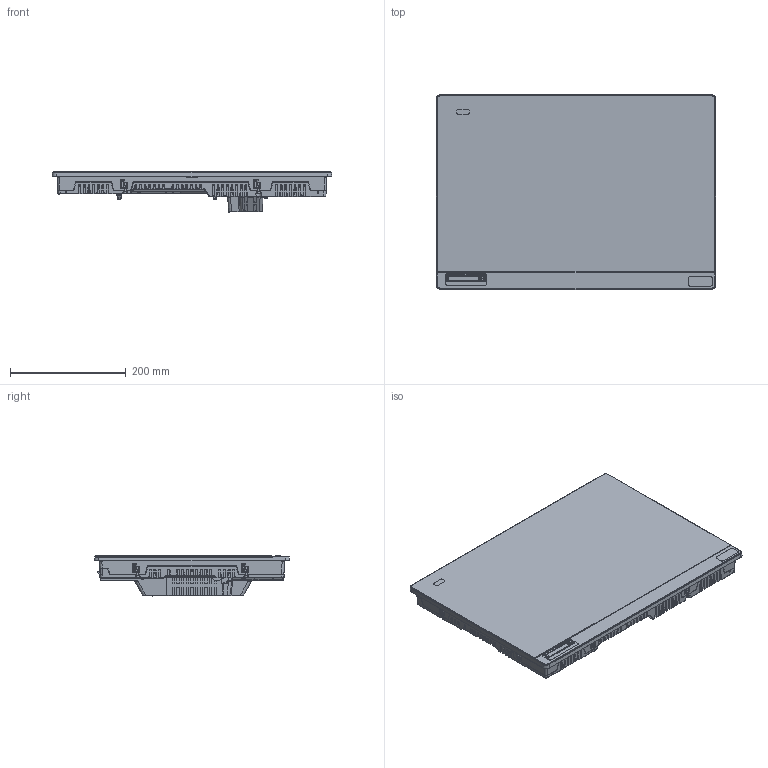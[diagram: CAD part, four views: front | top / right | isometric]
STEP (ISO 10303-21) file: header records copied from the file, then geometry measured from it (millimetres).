
FILE_DESCRIPTION(('STEP AP242'),'1');
FILE_NAME('hmidt952.stp','2019-06-28T18:27:55',('TraceParts'),('TraceParts S.A.'),'Spatial InterOp 3D',' ',' ');
FILE_SCHEMA(('AP242_MANAGED_MODEL_BASED_3D_ENGINEERING_MIM_LF {1 0 10303 442 1 1 4}'));
Length unit declared in the file: millimetre
Products named in the file (1): hmidt952
Bounding box: 482.95 x 336.95 x 69.61 mm (x, y, z)
Volume: 5999412.1 mm3; surface area: 451609.9 mm2
Topology: 1 solids, 9 shells, 7651 faces, 20937 edges, 11911 vertices
Faces by surface type: plane 3538, revolution 1528, cylinder 1170, bspline 1034, torus 239, cone 80, sphere 62
Entity records: 273582 total; most frequent: CARTESIAN_POINT 99667, ORIENTED_EDGE 38800, DIRECTION 30788, EDGE_CURVE 19400, VERTEX_POINT 11911, LINE 10650, VECTOR 10650, AXIS2_PLACEMENT_3D 9305
